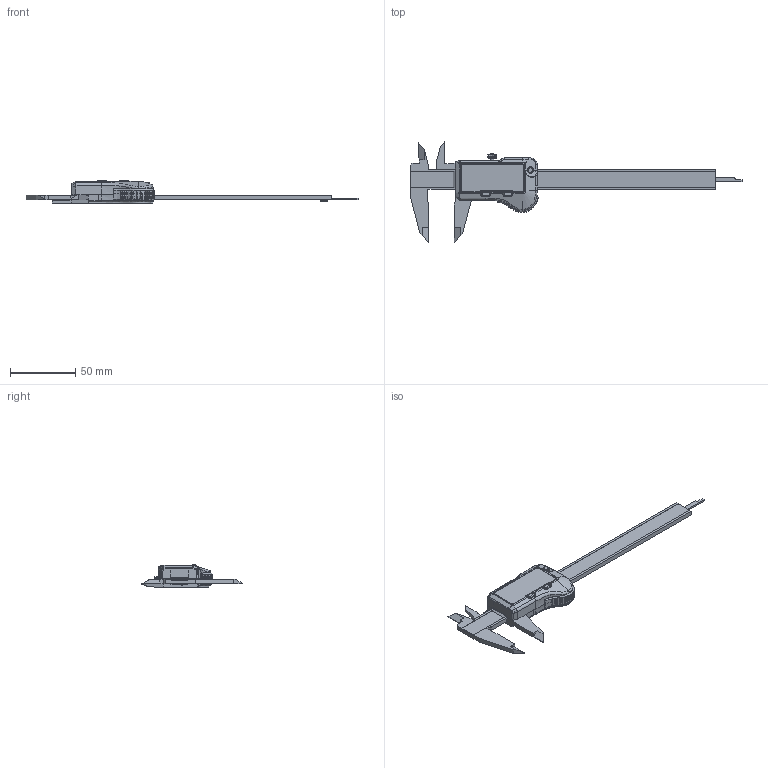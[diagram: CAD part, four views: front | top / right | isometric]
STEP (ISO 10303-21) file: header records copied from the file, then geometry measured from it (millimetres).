
FILE_DESCRIPTION((''),'2;1');
FILE_NAME('COMPOSANTS_VISIBLES_SW0001','2018-02-07T',('fst'),('Sylvac SA'),'CREO PARAMETRIC BY PTC INC, 2014500','CREO PARAMETRIC BY PTC INC, 2014500','');
FILE_SCHEMA(('CONFIG_CONTROL_DESIGN'));
Products named in the file (1): COMPOSANTS_VISIBLES_SW0001
Bounding box: 254.5 x 76.8 x 17.4 mm (x, y, z)
Surface area: 33290.7 mm2 (no closed solid volume)
Topology: 0 solids, 47 shells, 1215 faces, 4087 edges, 2793 vertices
Faces by surface type: plane 598, cylinder 191, cone 186, bspline 150, torus 81, sphere 7, extrusion 2
Entity records: 56689 total; most frequent: CARTESIAN_POINT 23491, ORIENTED_EDGE 6810, DIRECTION 6278, EDGE_CURVE 4083, VERTEX_POINT 2793, VECTOR 2164, LINE 2162, AXIS2_PLACEMENT_3D 2057
